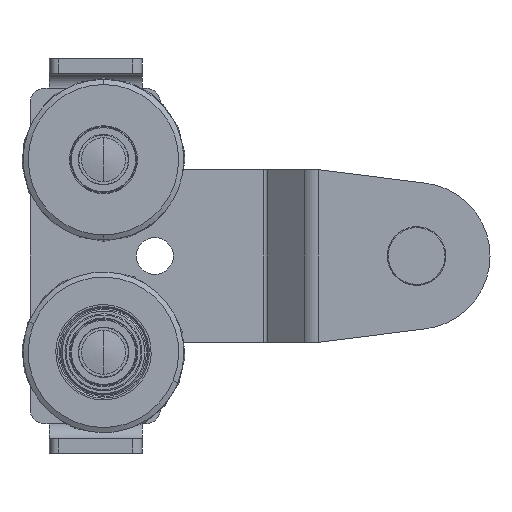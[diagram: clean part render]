
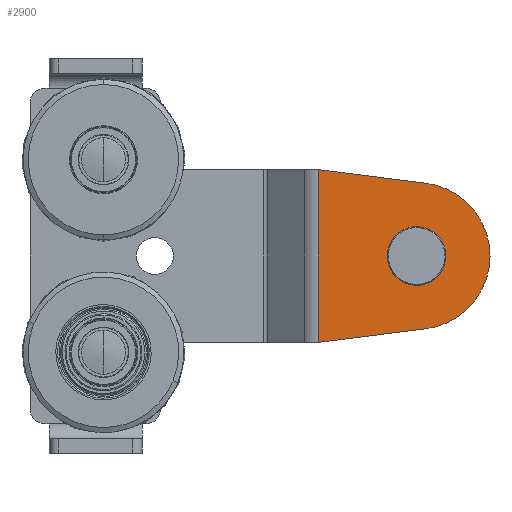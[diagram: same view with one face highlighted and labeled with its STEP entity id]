
A CAD part, left-side view. The second image highlights one B-rep face of the part: STEP entity #2900.
In plain terms, the highlighted planar face has unit normal (-1, 0, 0).
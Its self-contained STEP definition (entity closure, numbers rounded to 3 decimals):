
#78 = DIRECTION ( 'NONE',  ( -1., 0., 0. ) ) ;
#163 = PLANE ( 'NONE',  #8551 ) ;
#200 = ORIENTED_EDGE ( 'NONE', *, *, #7254, .T. ) ;
#236 = VERTEX_POINT ( 'NONE', #7387 ) ;
#317 = DIRECTION ( 'NONE',  ( 0., -1., 0. ) ) ;
#325 = DIRECTION ( 'NONE',  ( -1., 0., 0. ) ) ;
#371 = AXIS2_PLACEMENT_3D ( 'NONE', #4836, #78, #5630 ) ;
#444 = ORIENTED_EDGE ( 'NONE', *, *, #5606, .F. ) ;
#529 = EDGE_CURVE ( 'NONE', #2919, #7904, #9666, .T. ) ;
#925 = VECTOR ( 'NONE', #5455, 1000. ) ;
#1273 = DIRECTION ( 'NONE',  ( -1., 0., 0. ) ) ;
#1745 = DIRECTION ( 'NONE',  ( 0., -1., 0. ) ) ;
#1889 = CARTESIAN_POINT ( 'NONE',  ( -117.445, -42.892, 22.282 ) ) ;
#1919 = FACE_OUTER_BOUND ( 'NONE', #4445, .T. ) ;
#2247 = AXIS2_PLACEMENT_3D ( 'NONE', #6045, #1273, #6846 ) ;
#2574 = CARTESIAN_POINT ( 'NONE',  ( -117.445, -37.892, 116.282 ) ) ;
#2621 = VECTOR ( 'NONE', #5409, 1000. ) ;
#2687 = LINE ( 'NONE', #3589, #8759 ) ;
#2729 = CARTESIAN_POINT ( 'NONE',  ( -117.445, -100.825, 108.967 ) ) ;
#2900 = ADVANCED_FACE ( 'NONE', ( #5911, #1919 ), #163, .T. ) ;
#2919 = VERTEX_POINT ( 'NONE', #8899 ) ;
#3046 = CIRCLE ( 'NONE', #9090, 40. ) ;
#3117 = DIRECTION ( 'NONE',  ( 0., -1., 0. ) ) ;
#3265 = LINE ( 'NONE', #9386, #925 ) ;
#3449 = VERTEX_POINT ( 'NONE', #8418 ) ;
#3554 = EDGE_LOOP ( 'NONE', ( #444, #9469 ) ) ;
#3589 = CARTESIAN_POINT ( 'NONE',  ( -117.445, 95.196, 4.846 ) ) ;
#3943 = VERTEX_POINT ( 'NONE', #2729 ) ;
#3999 = VERTEX_POINT ( 'NONE', #4400 ) ;
#4028 = EDGE_CURVE ( 'NONE', #3999, #9818, #4265, .T. ) ;
#4051 = ORIENTED_EDGE ( 'NONE', *, *, #9945, .T. ) ;
#4134 = DIRECTION ( 'NONE',  ( 0., -1., 0. ) ) ;
#4161 = VECTOR ( 'NONE', #4134, 1000. ) ;
#4265 = CIRCLE ( 'NONE', #2247, 13.25 ) ;
#4400 = CARTESIAN_POINT ( 'NONE',  ( -117.445, -82.564, 69.282 ) ) ;
#4434 = EDGE_CURVE ( 'NONE', #236, #2919, #3265, .T. ) ;
#4445 = EDGE_LOOP ( 'NONE', ( #8409, #6756, #8528, #200, #10070, #4051, #7406 ) ) ;
#4494 = LINE ( 'NONE', #10135, #2621 ) ;
#4736 = AXIS2_PLACEMENT_3D ( 'NONE', #5082, #325, #5880 ) ;
#4836 = CARTESIAN_POINT ( 'NONE',  ( -117.445, -95.814, 69.282 ) ) ;
#4912 = VERTEX_POINT ( 'NONE', #9328 ) ;
#5076 = DIRECTION ( 'NONE',  ( -1., 0., 0. ) ) ;
#5082 = CARTESIAN_POINT ( 'NONE',  ( -117.445, -95.814, 69.282 ) ) ;
#5409 = DIRECTION ( 'NONE',  ( 0., -0.992, -0.125 ) ) ;
#5455 = DIRECTION ( 'NONE',  ( 0., 0., -1. ) ) ;
#5606 = EDGE_CURVE ( 'NONE', #9818, #3999, #10174, .T. ) ;
#5630 = DIRECTION ( 'NONE',  ( 0., -1., 0. ) ) ;
#5729 = CARTESIAN_POINT ( 'NONE',  ( -117.445, -40.254, -22.218 ) ) ;
#5835 = EDGE_CURVE ( 'NONE', #4912, #3943, #4494, .T. ) ;
#5880 = DIRECTION ( 'NONE',  ( 0., -1., 0. ) ) ;
#5911 = FACE_BOUND ( 'NONE', #3554, .T. ) ;
#6045 = CARTESIAN_POINT ( 'NONE',  ( -117.445, -95.814, 69.282 ) ) ;
#6482 = CIRCLE ( 'NONE', #4736, 40. ) ;
#6524 = DIRECTION ( 'NONE',  ( -1., 0., 0. ) ) ;
#6756 = ORIENTED_EDGE ( 'NONE', *, *, #4434, .T. ) ;
#6846 = DIRECTION ( 'NONE',  ( 0., -1., 0. ) ) ;
#7254 = EDGE_CURVE ( 'NONE', #7904, #3449, #2687, .T. ) ;
#7318 = CARTESIAN_POINT ( 'NONE',  ( -117.445, -37.892, 22.282 ) ) ;
#7387 = CARTESIAN_POINT ( 'NONE',  ( -117.445, -42.223, 116.282 ) ) ;
#7406 = ORIENTED_EDGE ( 'NONE', *, *, #5835, .F. ) ;
#7464 = EDGE_CURVE ( 'NONE', #3449, #9360, #3046, .T. ) ;
#7592 = VECTOR ( 'NONE', #3117, 1000. ) ;
#7904 = VERTEX_POINT ( 'NONE', #1889 ) ;
#8040 = CARTESIAN_POINT ( 'NONE',  ( -117.445, -109.064, 69.282 ) ) ;
#8106 = EDGE_CURVE ( 'NONE', #236, #4912, #8379, .T. ) ;
#8379 = LINE ( 'NONE', #2574, #4161 ) ;
#8409 = ORIENTED_EDGE ( 'NONE', *, *, #8106, .F. ) ;
#8418 = CARTESIAN_POINT ( 'NONE',  ( -117.445, -100.825, 29.597 ) ) ;
#8528 = ORIENTED_EDGE ( 'NONE', *, *, #529, .T. ) ;
#8551 = AXIS2_PLACEMENT_3D ( 'NONE', #5729, #6524, #1745 ) ;
#8759 = VECTOR ( 'NONE', #9129, 1000. ) ;
#8899 = CARTESIAN_POINT ( 'NONE',  ( -117.445, -42.223, 22.282 ) ) ;
#9090 = AXIS2_PLACEMENT_3D ( 'NONE', #9789, #5076, #317 ) ;
#9129 = DIRECTION ( 'NONE',  ( 0., -0.992, 0.125 ) ) ;
#9328 = CARTESIAN_POINT ( 'NONE',  ( -117.445, -42.892, 116.282 ) ) ;
#9360 = VERTEX_POINT ( 'NONE', #10169 ) ;
#9386 = CARTESIAN_POINT ( 'NONE',  ( -117.445, -42.223, -22.218 ) ) ;
#9469 = ORIENTED_EDGE ( 'NONE', *, *, #4028, .F. ) ;
#9666 = LINE ( 'NONE', #7318, #7592 ) ;
#9789 = CARTESIAN_POINT ( 'NONE',  ( -117.445, -95.814, 69.282 ) ) ;
#9818 = VERTEX_POINT ( 'NONE', #8040 ) ;
#9945 = EDGE_CURVE ( 'NONE', #9360, #3943, #6482, .T. ) ;
#10070 = ORIENTED_EDGE ( 'NONE', *, *, #7464, .T. ) ;
#10135 = CARTESIAN_POINT ( 'NONE',  ( -117.445, 117.94, 136.59 ) ) ;
#10169 = CARTESIAN_POINT ( 'NONE',  ( -117.445, -135.814, 69.282 ) ) ;
#10174 = CIRCLE ( 'NONE', #371, 13.25 ) ;
